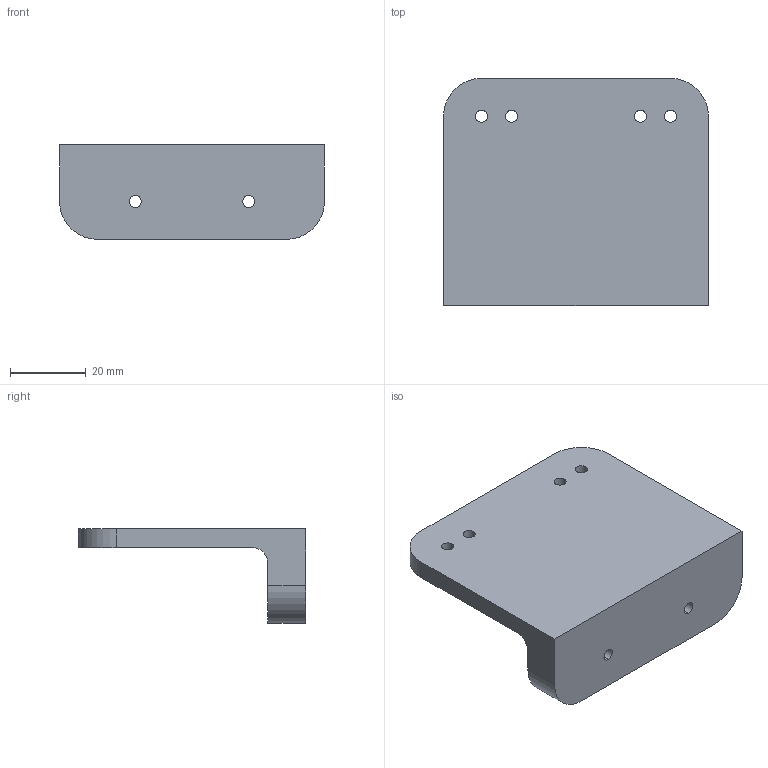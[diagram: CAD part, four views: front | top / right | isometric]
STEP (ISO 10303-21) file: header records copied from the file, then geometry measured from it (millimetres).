
FILE_DESCRIPTION (( 'STEP AP203' ), '1' );
FILE_NAME ('Track_Chasis_Waterproof_box_mount01.STEP', '2024-12-16T14:11:19', ( '' ), ( '' ), 'SwSTEP 2.0', 'SolidWorks 2024', '' );
FILE_SCHEMA (( 'CONFIG_CONTROL_DESIGN' ));
Length unit declared in the file: millimetre
Products named in the file (1): Track_Chasis_Waterproof_box_mount01
Bounding box: 70 x 60 x 25 mm (x, y, z)
Volume: 33970.4 mm3; surface area: 12911.2 mm2
Topology: 1 solids, 1 shells, 31 faces, 81 edges, 54 vertices
Faces by surface type: cylinder 21, plane 10
Entity records: 1078 total; most frequent: DIRECTION 187, CARTESIAN_POINT 167, ORIENTED_EDGE 162, EDGE_CURVE 81, AXIS2_PLACEMENT_3D 74, VERTEX_POINT 54, EDGE_LOOP 45, CIRCLE 42
